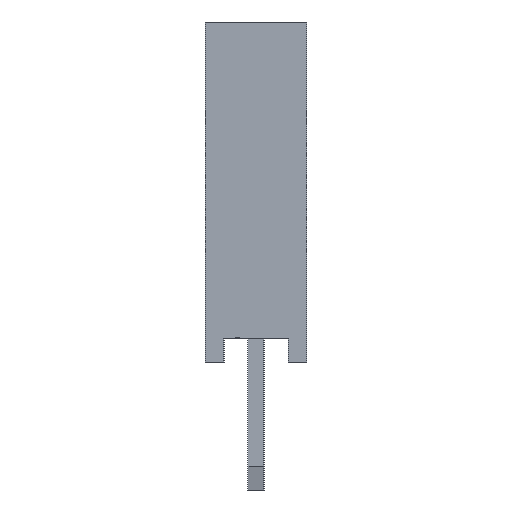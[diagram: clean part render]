
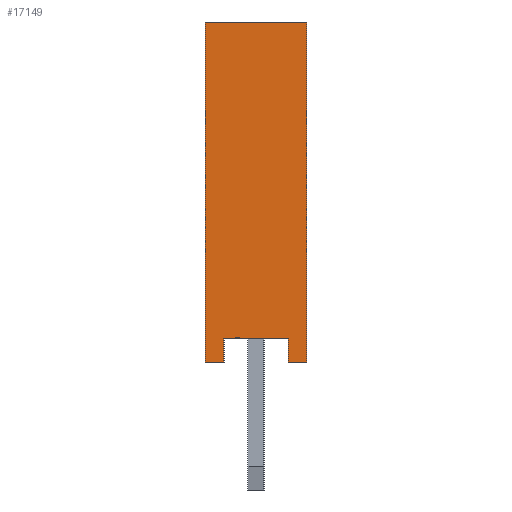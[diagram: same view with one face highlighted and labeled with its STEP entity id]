
A CAD part, left-side view. The second image highlights one B-rep face of the part: STEP entity #17149.
In plain terms, the highlighted planar face has unit normal (-1, 0, 0).
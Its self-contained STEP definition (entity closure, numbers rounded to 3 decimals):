
#280 = LINE ( 'NONE', #1756, #14607 ) ;
#687 = VERTEX_POINT ( 'NONE', #12781 ) ;
#1130 = ORIENTED_EDGE ( 'NONE', *, *, #19935, .T. ) ;
#1164 = EDGE_CURVE ( 'NONE', #2771, #1875, #22095, .T. ) ;
#1487 = EDGE_CURVE ( 'NONE', #2220, #10812, #17494, .T. ) ;
#1502 = DIRECTION ( 'NONE',  ( 0., 0., -1. ) ) ;
#1756 = CARTESIAN_POINT ( 'NONE',  ( -1.27, 2.54, 0. ) ) ;
#1875 = VERTEX_POINT ( 'NONE', #13771 ) ;
#2220 = VERTEX_POINT ( 'NONE', #11297 ) ;
#2742 = ORIENTED_EDGE ( 'NONE', *, *, #11392, .F. ) ;
#2771 = VERTEX_POINT ( 'NONE', #3046 ) ;
#3046 = CARTESIAN_POINT ( 'NONE',  ( -1.27, 0.47, 0. ) ) ;
#3303 = CARTESIAN_POINT ( 'NONE',  ( -1.27, 2.07, 0.6 ) ) ;
#3639 = LINE ( 'NONE', #15670, #14629 ) ;
#4237 = DIRECTION ( 'NONE',  ( 0., 0., -1. ) ) ;
#5701 = DIRECTION ( 'NONE',  ( 0., -1., 0. ) ) ;
#6413 = DIRECTION ( 'NONE',  ( 0., -1., 0. ) ) ;
#7360 = CARTESIAN_POINT ( 'NONE',  ( -1.27, 2.54, 8.5 ) ) ;
#7487 = DIRECTION ( 'NONE',  ( 0., 0., -1. ) ) ;
#7589 = DIRECTION ( 'NONE',  ( 0., 1., 0. ) ) ;
#7808 = CARTESIAN_POINT ( 'NONE',  ( -1.27, 2.54, 0. ) ) ;
#8255 = VERTEX_POINT ( 'NONE', #15050 ) ;
#8327 = VERTEX_POINT ( 'NONE', #7808 ) ;
#8962 = ORIENTED_EDGE ( 'NONE', *, *, #1487, .F. ) ;
#9142 = DIRECTION ( 'NONE',  ( 1., 0., 0. ) ) ;
#9361 = VECTOR ( 'NONE', #5701, 1000. ) ;
#9753 = VECTOR ( 'NONE', #15048, 1000. ) ;
#10239 = CARTESIAN_POINT ( 'NONE',  ( -1.27, 2.07, 0.6 ) ) ;
#10474 = DIRECTION ( 'NONE',  ( 0., -1., 0. ) ) ;
#10566 = DIRECTION ( 'NONE',  ( 0., 0., -1. ) ) ;
#10610 = VECTOR ( 'NONE', #1502, 1000. ) ;
#10812 = VERTEX_POINT ( 'NONE', #19639 ) ;
#11012 = VECTOR ( 'NONE', #6413, 1000. ) ;
#11158 = EDGE_CURVE ( 'NONE', #8327, #8255, #280, .T. ) ;
#11283 = EDGE_CURVE ( 'NONE', #10812, #687, #18205, .T. ) ;
#11297 = CARTESIAN_POINT ( 'NONE',  ( -1.27, 2.54, 8.5 ) ) ;
#11392 = EDGE_CURVE ( 'NONE', #11395, #8255, #16921, .T. ) ;
#11395 = VERTEX_POINT ( 'NONE', #3303 ) ;
#11467 = EDGE_CURVE ( 'NONE', #2220, #8327, #3639, .T. ) ;
#11898 = ORIENTED_EDGE ( 'NONE', *, *, #19025, .F. ) ;
#12178 = ORIENTED_EDGE ( 'NONE', *, *, #11283, .F. ) ;
#12299 = AXIS2_PLACEMENT_3D ( 'NONE', #7360, #9142, #7487 ) ;
#12413 = FACE_OUTER_BOUND ( 'NONE', #16397, .T. ) ;
#12781 = CARTESIAN_POINT ( 'NONE',  ( -1.27, 0., 0. ) ) ;
#13771 = CARTESIAN_POINT ( 'NONE',  ( -1.27, 0.47, 0.6 ) ) ;
#14607 = VECTOR ( 'NONE', #10474, 1000. ) ;
#14629 = VECTOR ( 'NONE', #10566, 1000. ) ;
#14946 = VECTOR ( 'NONE', #4237, 1000. ) ;
#15031 = CARTESIAN_POINT ( 'NONE',  ( -1.27, 2.54, 0. ) ) ;
#15048 = DIRECTION ( 'NONE',  ( 0., 0., 1. ) ) ;
#15050 = CARTESIAN_POINT ( 'NONE',  ( -1.27, 2.07, 0. ) ) ;
#15670 = CARTESIAN_POINT ( 'NONE',  ( -1.27, 2.54, 8.5 ) ) ;
#15901 = CARTESIAN_POINT ( 'NONE',  ( -1.27, 2.54, 8.5 ) ) ;
#16089 = ORIENTED_EDGE ( 'NONE', *, *, #11467, .T. ) ;
#16182 = LINE ( 'NONE', #17563, #18543 ) ;
#16397 = EDGE_LOOP ( 'NONE', ( #18312, #2742, #11898, #20947, #1130, #12178, #8962, #16089 ) ) ;
#16921 = LINE ( 'NONE', #10239, #10610 ) ;
#17149 = ADVANCED_FACE ( 'NONE', ( #12413 ), #19597, .F. ) ;
#17494 = LINE ( 'NONE', #15901, #9361 ) ;
#17563 = CARTESIAN_POINT ( 'NONE',  ( -1.27, 0.47, 0.6 ) ) ;
#17989 = CARTESIAN_POINT ( 'NONE',  ( -1.27, 0., 8.5 ) ) ;
#18205 = LINE ( 'NONE', #17989, #14946 ) ;
#18312 = ORIENTED_EDGE ( 'NONE', *, *, #11158, .T. ) ;
#18543 = VECTOR ( 'NONE', #7589, 1000. ) ;
#18584 = CARTESIAN_POINT ( 'NONE',  ( -1.27, 0.47, 0.6 ) ) ;
#19025 = EDGE_CURVE ( 'NONE', #1875, #11395, #16182, .T. ) ;
#19597 = PLANE ( 'NONE',  #12299 ) ;
#19639 = CARTESIAN_POINT ( 'NONE',  ( -1.27, 0., 8.5 ) ) ;
#19935 = EDGE_CURVE ( 'NONE', #2771, #687, #21973, .T. ) ;
#20947 = ORIENTED_EDGE ( 'NONE', *, *, #1164, .F. ) ;
#21973 = LINE ( 'NONE', #15031, #11012 ) ;
#22095 = LINE ( 'NONE', #18584, #9753 ) ;
